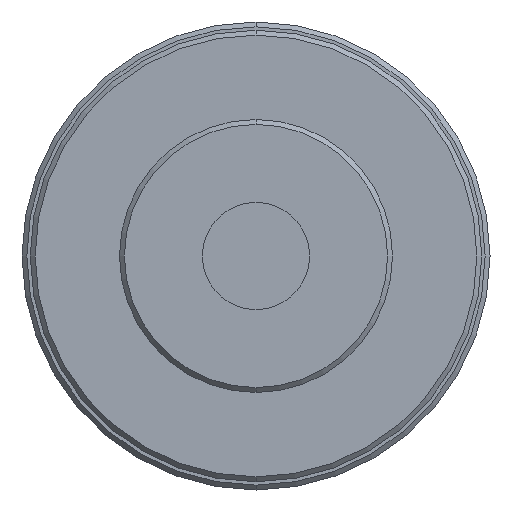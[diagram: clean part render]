
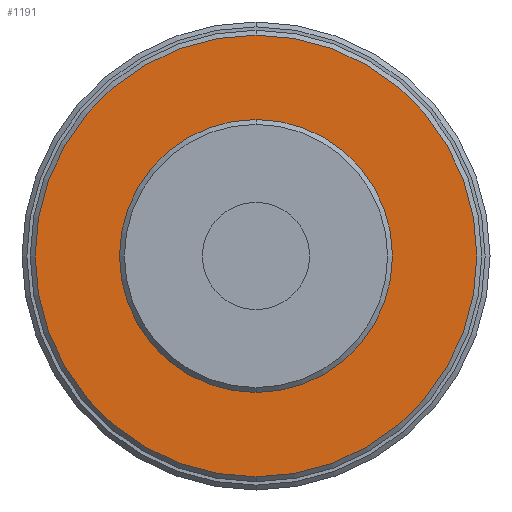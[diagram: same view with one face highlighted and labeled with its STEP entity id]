
A CAD part, front view. The second image highlights one B-rep face of the part: STEP entity #1191.
In plain terms, the highlighted planar face has unit normal (0, -1, 0).
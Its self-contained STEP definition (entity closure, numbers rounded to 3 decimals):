
#186 = AXIS2_PLACEMENT_3D ( 'NONE', #504, #503, #502 ) ;
#221 = FACE_OUTER_BOUND ( 'NONE', #838, .T. ) ;
#245 = AXIS2_PLACEMENT_3D ( 'NONE', #2039, #2038, #2037 ) ;
#255 = FACE_BOUND ( 'NONE', #1029, .T. ) ;
#502 = DIRECTION ( 'NONE',  ( 0., 0., -1. ) ) ;
#503 = DIRECTION ( 'NONE',  ( 0., -1., 0. ) ) ;
#504 = CARTESIAN_POINT ( 'NONE',  ( 0., 1.5, 0. ) ) ;
#505 = PLANE ( 'NONE',  #186 ) ;
#550 = CARTESIAN_POINT ( 'NONE',  ( 0., 1.5, -14. ) ) ;
#551 = CARTESIAN_POINT ( 'NONE',  ( 0., 1.5, -22.65 ) ) ;
#560 = CARTESIAN_POINT ( 'NONE',  ( 0., 1.5, 22.65 ) ) ;
#586 = CARTESIAN_POINT ( 'NONE',  ( 0., 1.5, 14. ) ) ;
#838 = EDGE_LOOP ( 'NONE', ( #1074, #1025 ) ) ;
#860 = VERTEX_POINT ( 'NONE', #586 ) ;
#900 = VERTEX_POINT ( 'NONE', #560 ) ;
#918 = VERTEX_POINT ( 'NONE', #551 ) ;
#920 = VERTEX_POINT ( 'NONE', #550 ) ;
#1025 = ORIENTED_EDGE ( 'NONE', *, *, #1323, .T. ) ;
#1026 = ORIENTED_EDGE ( 'NONE', *, *, #1344, .F. ) ;
#1028 = ORIENTED_EDGE ( 'NONE', *, *, #1408, .F. ) ;
#1029 = EDGE_LOOP ( 'NONE', ( #1026, #1028 ) ) ;
#1074 = ORIENTED_EDGE ( 'NONE', *, *, #1407, .T. ) ;
#1185 = CIRCLE ( 'NONE', #2109, 14. ) ;
#1188 = CIRCLE ( 'NONE', #2153, 22.65 ) ;
#1191 = ADVANCED_FACE ( 'NONE', ( #221, #255 ), #505, .T. ) ;
#1216 = CIRCLE ( 'NONE', #2206, 14. ) ;
#1232 = CIRCLE ( 'NONE', #245, 22.65 ) ;
#1323 = EDGE_CURVE ( 'NONE', #918, #900, #1232, .T. ) ;
#1344 = EDGE_CURVE ( 'NONE', #920, #860, #1216, .T. ) ;
#1407 = EDGE_CURVE ( 'NONE', #900, #918, #1188, .T. ) ;
#1408 = EDGE_CURVE ( 'NONE', #860, #920, #1185, .T. ) ;
#1691 = DIRECTION ( 'NONE',  ( 0., 0., -1. ) ) ;
#1697 = DIRECTION ( 'NONE',  ( 0., -1., 0. ) ) ;
#1750 = DIRECTION ( 'NONE',  ( 0., 0., -1. ) ) ;
#1751 = DIRECTION ( 'NONE',  ( 0., -1., 0. ) ) ;
#1752 = CARTESIAN_POINT ( 'NONE',  ( 0., 1.5, 0. ) ) ;
#1753 = DIRECTION ( 'NONE',  ( 0., 0., -1. ) ) ;
#1755 = DIRECTION ( 'NONE',  ( 0., -1., 0. ) ) ;
#1759 = CARTESIAN_POINT ( 'NONE',  ( 0., 1.5, 0. ) ) ;
#1767 = CARTESIAN_POINT ( 'NONE',  ( 0., 1.5, 0. ) ) ;
#2037 = DIRECTION ( 'NONE',  ( 0., 0., -1. ) ) ;
#2038 = DIRECTION ( 'NONE',  ( 0., -1., 0. ) ) ;
#2039 = CARTESIAN_POINT ( 'NONE',  ( 0., 1.5, 0. ) ) ;
#2109 = AXIS2_PLACEMENT_3D ( 'NONE', #1752, #1751, #1750 ) ;
#2153 = AXIS2_PLACEMENT_3D ( 'NONE', #1759, #1755, #1753 ) ;
#2206 = AXIS2_PLACEMENT_3D ( 'NONE', #1767, #1697, #1691 ) ;
